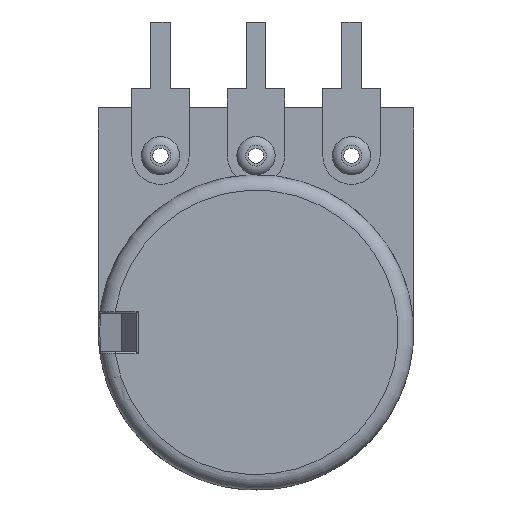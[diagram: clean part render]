
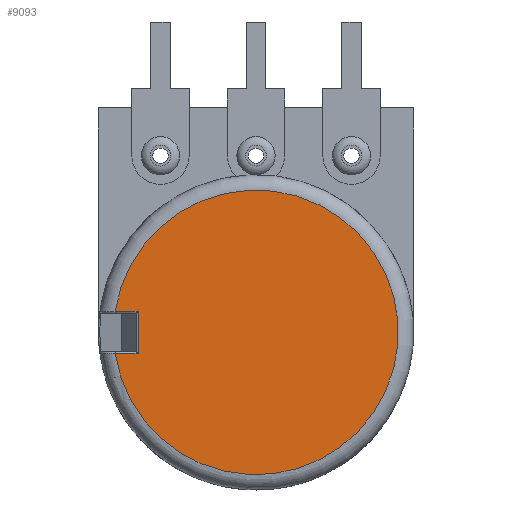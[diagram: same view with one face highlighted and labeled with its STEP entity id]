
A CAD part, front view. The second image highlights one B-rep face of the part: STEP entity #9093.
In plain terms, the highlighted planar face has unit normal (0, -1, 0).
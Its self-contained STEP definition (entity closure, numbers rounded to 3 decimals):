
#167=PLANE('',#9611);
#1015=FACE_OUTER_BOUND('',#1537,.T.);
#1537=EDGE_LOOP('',(#6576,#6577,#6578,#6579));
#1950=CIRCLE('',#9515,7.45);
#2191=LINE('',#12195,#2884);
#2192=LINE('',#12201,#2885);
#2196=LINE('',#12290,#2889);
#2884=VECTOR('',#10149,10.);
#2885=VECTOR('',#10156,10.);
#2889=VECTOR('',#10172,10.);
#3578=VERTEX_POINT('',#12192);
#3579=VERTEX_POINT('',#12194);
#3581=VERTEX_POINT('',#12200);
#3589=VERTEX_POINT('',#12277);
#4427=EDGE_CURVE('',#3578,#3579,#2191,.T.);
#4430=EDGE_CURVE('',#3579,#3581,#2192,.T.);
#4441=EDGE_CURVE('',#3581,#3589,#2196,.T.);
#4569=EDGE_CURVE('',#3589,#3578,#1950,.T.);
#6576=ORIENTED_EDGE('',*,*,#4427,.F.);
#6577=ORIENTED_EDGE('',*,*,#4569,.F.);
#6578=ORIENTED_EDGE('',*,*,#4441,.F.);
#6579=ORIENTED_EDGE('',*,*,#4430,.F.);
#9093=ADVANCED_FACE('',(#1015),#167,.F.);
#9515=AXIS2_PLACEMENT_3D('',#12906,#10280,#10281);
#9611=AXIS2_PLACEMENT_3D('',#15561,#10629,#10630);
#10149=DIRECTION('',(1.,0.,0.));
#10156=DIRECTION('',(0.,0.,1.));
#10172=DIRECTION('',(-1.,0.,0.));
#10280=DIRECTION('center_axis',(0.,1.,0.));
#10281=DIRECTION('ref_axis',(1.,0.,0.));
#10629=DIRECTION('center_axis',(0.,1.,0.));
#10630=DIRECTION('ref_axis',(0.,0.,1.));
#12192=CARTESIAN_POINT('',(-7.368,0.,-1.1));
#12194=CARTESIAN_POINT('',(-6.173,0.,-1.1));
#12195=CARTESIAN_POINT('',(-3.125,0.,-1.1));
#12200=CARTESIAN_POINT('',(-6.173,0.,1.1));
#12201=CARTESIAN_POINT('',(-6.173,0.,0.5));
#12277=CARTESIAN_POINT('',(-7.368,0.,1.1));
#12290=CARTESIAN_POINT('',(-5.125,0.,1.1));
#12906=CARTESIAN_POINT('Origin',(0.,0.,0.));
#15561=CARTESIAN_POINT('Origin',(0.,0.,0.));
